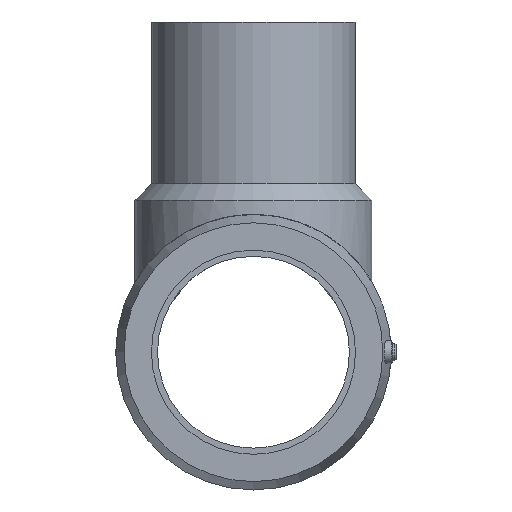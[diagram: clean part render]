
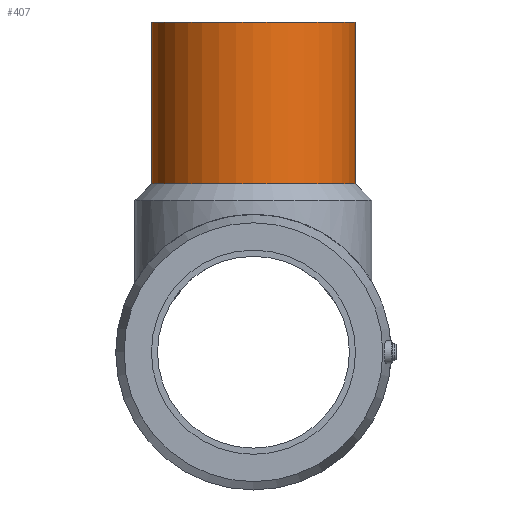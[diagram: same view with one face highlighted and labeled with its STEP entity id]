
A CAD part, left-side view. The second image highlights one B-rep face of the part: STEP entity #407.
In plain terms, the highlighted cylindrical face has radius 70 mm (diameter 140 mm), a full revolution.
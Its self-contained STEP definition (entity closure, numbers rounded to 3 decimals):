
#68=ORIENTED_EDGE('',*,*,#139,.F.);
#69=ORIENTED_EDGE('',*,*,#137,.T.);
#137=EDGE_CURVE('',#175,#175,#207,.T.);
#139=EDGE_CURVE('',#177,#177,#209,.T.);
#175=VERTEX_POINT('',#883);
#177=VERTEX_POINT('',#888);
#207=CIRCLE('',#466,70.);
#209=CIRCLE('',#469,70.);
#252=EDGE_LOOP('',(#68));
#253=EDGE_LOOP('',(#69));
#328=FACE_BOUND('',#252,.T.);
#329=FACE_BOUND('',#253,.T.);
#385=CYLINDRICAL_SURFACE('',#468,70.);
#407=ADVANCED_FACE('',(#328,#329),#385,.T.);
#466=AXIS2_PLACEMENT_3D('',#882,#554,#555);
#468=AXIS2_PLACEMENT_3D('',#886,#558,#559);
#469=AXIS2_PLACEMENT_3D('',#887,#560,#561);
#554=DIRECTION('',(0.,0.,-1.));
#555=DIRECTION('',(-1.,0.,0.));
#558=DIRECTION('',(0.,0.,-1.));
#559=DIRECTION('',(-1.,0.,0.));
#560=DIRECTION('',(0.,0.,-1.));
#561=DIRECTION('',(-1.,0.,0.));
#882=CARTESIAN_POINT('',(174.5,0.,226.5));
#883=CARTESIAN_POINT('',(104.5,0.,226.5));
#886=CARTESIAN_POINT('',(174.5,0.,0.));
#887=CARTESIAN_POINT('',(174.5,0.,115.5));
#888=CARTESIAN_POINT('',(104.5,0.,115.5));
